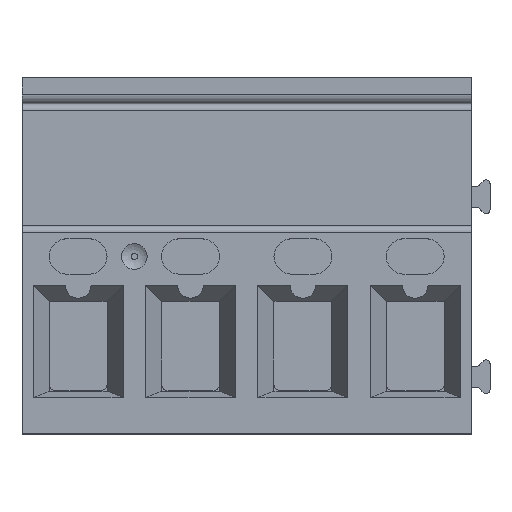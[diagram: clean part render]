
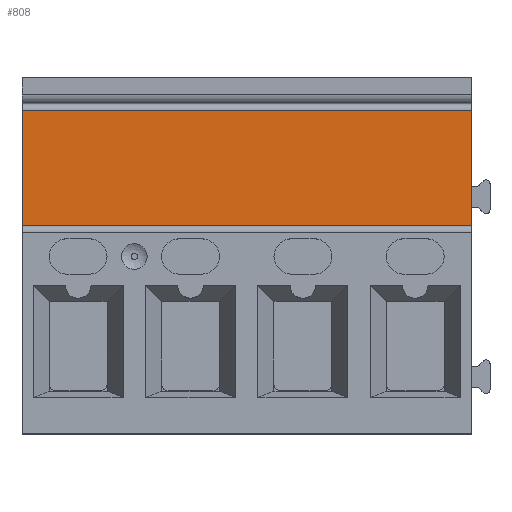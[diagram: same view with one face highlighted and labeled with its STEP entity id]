
A CAD part, top view. The second image highlights one B-rep face of the part: STEP entity #808.
In plain terms, the highlighted planar face has unit normal (0, 0, 1).
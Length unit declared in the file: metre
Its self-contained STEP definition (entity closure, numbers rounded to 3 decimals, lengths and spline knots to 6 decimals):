
#808=ADVANCED_FACE('',(#2001),#2002,.T.);
#2001=FACE_OUTER_BOUND('',#3722,.T.);
#2002=PLANE('',#3723);
#3722=EDGE_LOOP('',(#6345,#6346,#6347,#6348));
#3723=AXIS2_PLACEMENT_3D('',#6349,#6350,#6351);
#6345=ORIENTED_EDGE('',*,*,#10454,.T.);
#6346=ORIENTED_EDGE('',*,*,#10298,.F.);
#6347=ORIENTED_EDGE('',*,*,#10452,.F.);
#6348=ORIENTED_EDGE('',*,*,#10349,.F.);
#6349=CARTESIAN_POINT('',(6.777313,5.815861,0.404371));
#6350=DIRECTION('',(0.,0.,1.0));
#6351=DIRECTION('',(1.0,0.,0.0));
#10298=EDGE_CURVE('',#12458,#12460,#12461,.T.);
#10349=EDGE_CURVE('',#12536,#12538,#12539,.T.);
#10452=EDGE_CURVE('',#12538,#12458,#12696,.T.);
#10454=EDGE_CURVE('',#12536,#12460,#12698,.T.);
#12458=VERTEX_POINT('',#15715);
#12460=VERTEX_POINT('',#15718);
#12461=LINE('',#15719,#15720);
#12536=VERTEX_POINT('',#15857);
#12538=VERTEX_POINT('',#15859);
#12539=LINE('',#15860,#15861);
#12696=LINE('',#16082,#16083);
#12698=LINE('',#16085,#16086);
#15715=CARTESIAN_POINT('',(6.784313,5.811561,0.404371));
#15718=CARTESIAN_POINT('',(6.784313,5.815161,0.404371));
#15719=CARTESIAN_POINT('',(6.784313,5.810661,0.404371));
#15720=VECTOR('',#18787,1.0);
#15857=CARTESIAN_POINT('',(6.798313,5.815161,0.404371));
#15859=CARTESIAN_POINT('',(6.798313,5.811561,0.404371));
#15860=CARTESIAN_POINT('',(6.798313,5.810661,0.404371));
#15861=VECTOR('',#18827,1.0);
#16082=CARTESIAN_POINT('',(6.798313,5.811561,0.404371));
#16083=VECTOR('',#18931,1.0);
#16085=CARTESIAN_POINT('',(6.789563,5.815161,0.404371));
#16086=VECTOR('',#18932,1.0);
#18787=DIRECTION('',(0.,1.0,0.0));
#18827=DIRECTION('',(0.,-1.0,0.0));
#18931=DIRECTION('',(-1.0,0.,0.));
#18932=DIRECTION('',(-1.0,0.,0.));
